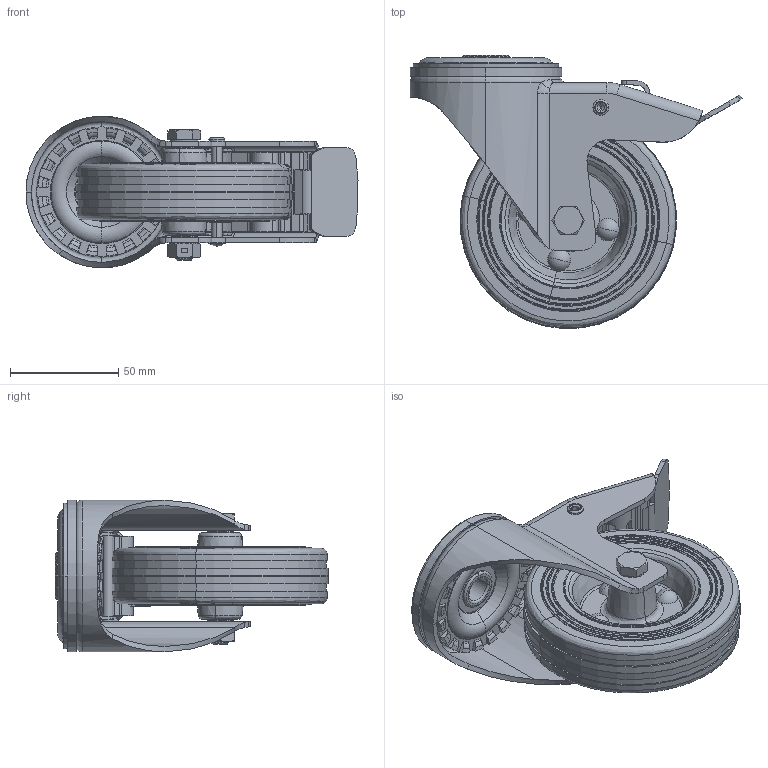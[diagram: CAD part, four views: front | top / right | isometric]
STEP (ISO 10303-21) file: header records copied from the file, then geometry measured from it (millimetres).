
FILE_DESCRIPTION (( 'STEP AP214' ), '1' );
FILE_NAME ('0055990.step', '2023-10-16T13:19:38', ( '' ), ( '' ), 'SwSTEP 2.0', 'SolidWorks 2020', '' );
FILE_SCHEMA (( 'AUTOMOTIVE_DESIGN' ));
Length unit declared in the file: millimetre
Products named in the file (1): 0055990
Bounding box: 153.13 x 125.92 x 70 mm (x, y, z)
Volume: 224231.7 mm3; surface area: 115623.1 mm2
Topology: 23 solids, 24 shells, 1260 faces, 3072 edges, 1868 vertices
Faces by surface type: plane 379, cylinder 293, bspline 210, cone 193, torus 183, sphere 2
Entity records: 63779 total; most frequent: CARTESIAN_POINT 21738, ORIENTED_EDGE 6098, DIRECTION 5434, EDGE_CURVE 3049, AXIS2_PLACEMENT_3D 2164, VERTEX_POINT 1868, EDGE_LOOP 1349, UNCERTAINTY_MEASURE_WITH_UNIT 1285
